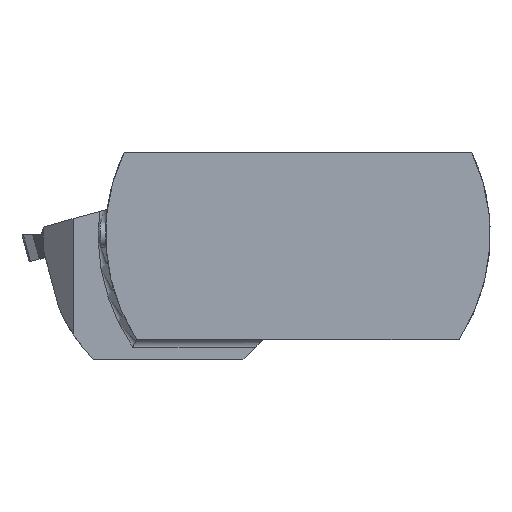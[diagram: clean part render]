
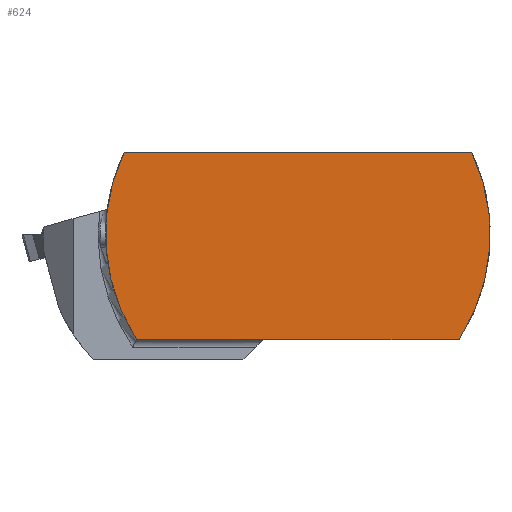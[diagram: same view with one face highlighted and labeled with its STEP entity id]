
A CAD part, top view. The second image highlights one B-rep face of the part: STEP entity #624.
In plain terms, the highlighted planar face has unit normal (0, 0, 1).
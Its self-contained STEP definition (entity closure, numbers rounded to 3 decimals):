
#262=CIRCLE('',#4623,38.5);
#265=CIRCLE('',#4630,38.5);
#624=ADVANCED_FACE('',(#986),#885,.F.);
#885=PLANE('',#4635);
#986=FACE_OUTER_BOUND('',#1232,.T.);
#1232=EDGE_LOOP('',(#1608,#1609,#1610,#1611));
#1608=ORIENTED_EDGE('',*,*,#3315,.F.);
#1609=ORIENTED_EDGE('',*,*,#3334,.F.);
#1610=ORIENTED_EDGE('',*,*,#3327,.F.);
#1611=ORIENTED_EDGE('',*,*,#3324,.F.);
#2899=VERTEX_POINT('',#6344);
#2901=VERTEX_POINT('',#6347);
#2908=VERTEX_POINT('',#6397);
#2910=VERTEX_POINT('',#6403);
#3315=EDGE_CURVE('',#2899,#2901,#262,.T.);
#3324=EDGE_CURVE('',#2901,#2908,#3967,.T.);
#3327=EDGE_CURVE('',#2908,#2910,#265,.T.);
#3334=EDGE_CURVE('',#2910,#2899,#3972,.T.);
#3967=LINE('',#6396,#4259);
#3972=LINE('',#6431,#4264);
#4259=VECTOR('',#5097,1.);
#4264=VECTOR('',#5114,1.);
#4623=AXIS2_PLACEMENT_3D('',#6346,#5083,#5084);
#4630=AXIS2_PLACEMENT_3D('',#6402,#5102,#5103);
#4635=AXIS2_PLACEMENT_3D('',#6432,#5115,#5116);
#5083=DIRECTION('',(0.,0.,-1.));
#5084=DIRECTION('',(-1.,0.,0.));
#5097=DIRECTION('',(1.,0.,0.));
#5102=DIRECTION('',(0.,0.,-1.));
#5103=DIRECTION('',(-1.,0.,0.));
#5114=DIRECTION('',(-1.,0.,0.));
#5115=DIRECTION('',(0.,0.,-1.));
#5116=DIRECTION('',(-1.,0.,0.));
#6344=CARTESIAN_POINT('',(-32.268,-21.,0.325));
#6346=CARTESIAN_POINT('',(0.,0.,0.325));
#6347=CARTESIAN_POINT('',(-34.785,16.5,0.325));
#6396=CARTESIAN_POINT('',(-40.,16.5,0.325));
#6397=CARTESIAN_POINT('',(34.785,16.5,0.325));
#6402=CARTESIAN_POINT('',(0.,0.,0.325));
#6403=CARTESIAN_POINT('',(32.268,-21.,0.325));
#6431=CARTESIAN_POINT('',(-40.,-21.,0.325));
#6432=CARTESIAN_POINT('',(-40.,30.,0.325));
